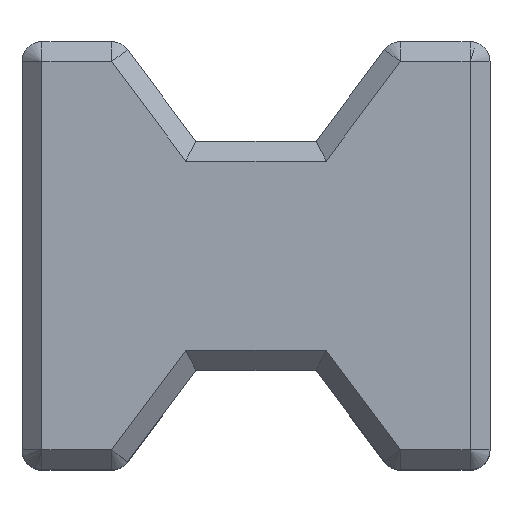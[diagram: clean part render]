
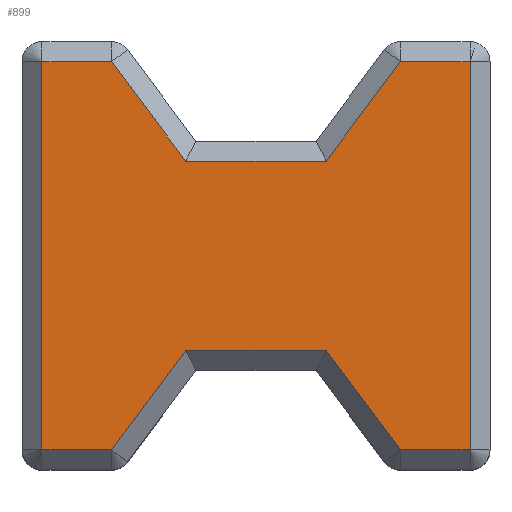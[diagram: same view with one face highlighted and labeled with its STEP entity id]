
A CAD part, top view. The second image highlights one B-rep face of the part: STEP entity #899.
In plain terms, the highlighted planar face has unit normal (0, 0, 1).
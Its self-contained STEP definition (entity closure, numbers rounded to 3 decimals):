
#85=FACE_OUTER_BOUND('',#147,.T.);
#147=EDGE_LOOP('',(#695,#696,#697,#698,#699,#700,#701,#702,#703,#704,#705,
#706));
#180=LINE('',#1295,#288);
#184=LINE('',#1303,#292);
#188=LINE('',#1311,#296);
#193=LINE('',#1321,#301);
#195=LINE('',#1325,#303);
#198=LINE('',#1331,#306);
#202=LINE('',#1339,#310);
#206=LINE('',#1347,#314);
#210=LINE('',#1355,#318);
#215=LINE('',#1365,#323);
#218=LINE('',#1371,#326);
#220=LINE('',#1374,#328);
#288=VECTOR('',#1028,10.);
#292=VECTOR('',#1034,10.);
#296=VECTOR('',#1040,10.);
#301=VECTOR('',#1047,10.);
#303=VECTOR('',#1051,10.);
#306=VECTOR('',#1056,10.);
#310=VECTOR('',#1062,10.);
#314=VECTOR('',#1068,10.);
#318=VECTOR('',#1074,10.);
#323=VECTOR('',#1081,10.);
#326=VECTOR('',#1086,10.);
#328=VECTOR('',#1090,10.);
#396=VERTEX_POINT('',#1292);
#397=VERTEX_POINT('',#1294);
#400=VERTEX_POINT('',#1302);
#403=VERTEX_POINT('',#1310);
#407=VERTEX_POINT('',#1320);
#408=VERTEX_POINT('',#1324);
#410=VERTEX_POINT('',#1330);
#413=VERTEX_POINT('',#1338);
#416=VERTEX_POINT('',#1346);
#419=VERTEX_POINT('',#1354);
#423=VERTEX_POINT('',#1364);
#425=VERTEX_POINT('',#1370);
#460=EDGE_CURVE('',#396,#397,#180,.T.);
#464=EDGE_CURVE('',#397,#400,#184,.T.);
#468=EDGE_CURVE('',#400,#403,#188,.T.);
#473=EDGE_CURVE('',#403,#407,#193,.T.);
#475=EDGE_CURVE('',#407,#408,#195,.T.);
#478=EDGE_CURVE('',#408,#410,#198,.T.);
#482=EDGE_CURVE('',#410,#413,#202,.T.);
#486=EDGE_CURVE('',#413,#416,#206,.T.);
#490=EDGE_CURVE('',#416,#419,#210,.T.);
#495=EDGE_CURVE('',#419,#423,#215,.T.);
#498=EDGE_CURVE('',#423,#425,#218,.T.);
#500=EDGE_CURVE('',#425,#396,#220,.T.);
#695=ORIENTED_EDGE('',*,*,#460,.F.);
#696=ORIENTED_EDGE('',*,*,#500,.F.);
#697=ORIENTED_EDGE('',*,*,#498,.F.);
#698=ORIENTED_EDGE('',*,*,#495,.F.);
#699=ORIENTED_EDGE('',*,*,#490,.F.);
#700=ORIENTED_EDGE('',*,*,#486,.F.);
#701=ORIENTED_EDGE('',*,*,#482,.F.);
#702=ORIENTED_EDGE('',*,*,#478,.F.);
#703=ORIENTED_EDGE('',*,*,#475,.F.);
#704=ORIENTED_EDGE('',*,*,#473,.F.);
#705=ORIENTED_EDGE('',*,*,#468,.F.);
#706=ORIENTED_EDGE('',*,*,#464,.F.);
#849=PLANE('',#987);
#899=ADVANCED_FACE('',(#85),#849,.T.);
#987=AXIS2_PLACEMENT_3D('',#1436,#1170,#1171);
#1028=DIRECTION('',(-1.,0.,0.));
#1034=DIRECTION('',(0.,1.,0.));
#1040=DIRECTION('',(1.,0.,0.));
#1047=DIRECTION('',(0.597,-0.802,0.));
#1051=DIRECTION('',(1.,0.,0.));
#1056=DIRECTION('',(0.597,0.802,0.));
#1062=DIRECTION('',(1.,0.,0.));
#1068=DIRECTION('',(0.,-1.,0.));
#1074=DIRECTION('',(-1.,0.,0.));
#1081=DIRECTION('',(-0.597,0.802,0.));
#1086=DIRECTION('',(-1.,0.,0.));
#1090=DIRECTION('',(-0.597,-0.802,0.));
#1170=DIRECTION('center_axis',(0.,0.,1.));
#1171=DIRECTION('ref_axis',(0.,-1.,0.));
#1292=CARTESIAN_POINT('',(8.996,-19.5,51.5));
#1294=CARTESIAN_POINT('',(2.,-19.5,51.5));
#1295=CARTESIAN_POINT('',(11.75,-19.5,51.5));
#1302=CARTESIAN_POINT('',(2.,19.5,51.5));
#1303=CARTESIAN_POINT('',(2.,10.75,51.5));
#1310=CARTESIAN_POINT('',(8.996,19.5,51.5));
#1311=CARTESIAN_POINT('',(16.75,19.5,51.5));
#1320=CARTESIAN_POINT('',(16.447,9.5,51.5));
#1321=CARTESIAN_POINT('',(19.681,5.158,51.5));
#1324=CARTESIAN_POINT('',(30.553,9.5,51.5));
#1325=CARTESIAN_POINT('',(26.525,9.5,51.5));
#1330=CARTESIAN_POINT('',(38.004,19.5,51.5));
#1331=CARTESIAN_POINT('',(31.044,10.158,51.5));
#1338=CARTESIAN_POINT('',(45.,19.5,51.5));
#1339=CARTESIAN_POINT('',(35.25,19.5,51.5));
#1346=CARTESIAN_POINT('',(45.,-19.5,51.5));
#1347=CARTESIAN_POINT('',(45.,-10.75,51.5));
#1354=CARTESIAN_POINT('',(38.004,-19.5,51.5));
#1355=CARTESIAN_POINT('',(30.25,-19.5,51.5));
#1364=CARTESIAN_POINT('',(30.553,-9.5,51.5));
#1365=CARTESIAN_POINT('',(27.319,-5.158,51.5));
#1370=CARTESIAN_POINT('',(16.447,-9.5,51.5));
#1371=CARTESIAN_POINT('',(20.475,-9.5,51.5));
#1374=CARTESIAN_POINT('',(15.956,-10.158,51.5));
#1436=CARTESIAN_POINT('Origin',(23.5,0.,51.5));
